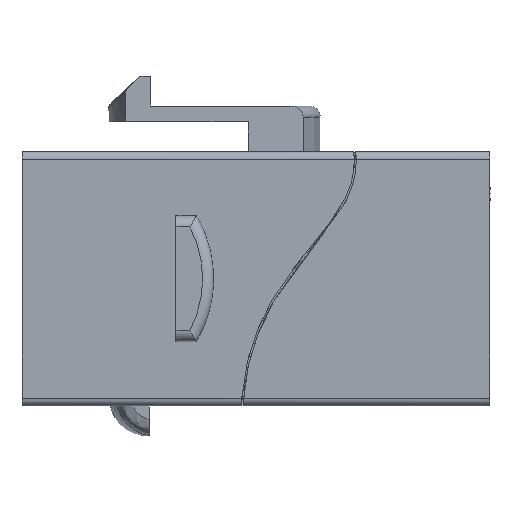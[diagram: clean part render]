
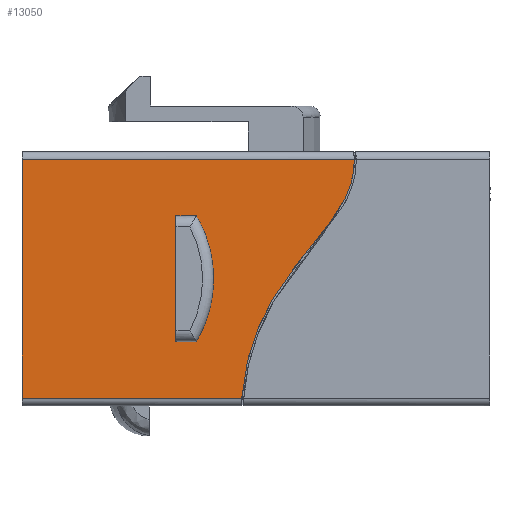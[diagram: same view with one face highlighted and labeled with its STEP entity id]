
A CAD part, left-side view. The second image highlights one B-rep face of the part: STEP entity #13050.
In plain terms, the highlighted planar face has unit normal (-1, 0, 0).
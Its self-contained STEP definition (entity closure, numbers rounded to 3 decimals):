
#1039 = VECTOR ( 'NONE', #9305, 1000. ) ;
#1040 = LINE ( 'NONE', #9304, #1039 ) ;
#1041 = VECTOR ( 'NONE', #9295, 1000. ) ;
#1043 = VECTOR ( 'NONE', #9289, 1000. ) ;
#1044 = LINE ( 'NONE', #9290, #1041 ) ;
#1046 = LINE ( 'NONE', #9288, #1043 ) ;
#1047 = VECTOR ( 'NONE', #9260, 1000. ) ;
#1049 = LINE ( 'NONE', #9261, #1047 ) ;
#1050 = VECTOR ( 'NONE', #9227, 1000. ) ;
#1051 = CIRCLE ( 'NONE', #6456, 7.823 ) ;
#1052 = VECTOR ( 'NONE', #9226, 1000. ) ;
#1055 = LINE ( 'NONE', #9224, #1052 ) ;
#1058 = LINE ( 'NONE', #9212, #1050 ) ;
#1679 = AXIS2_PLACEMENT_3D ( 'NONE', #4345, #4369, #4370 ) ;
#2295 = CARTESIAN_POINT ( 'NONE',  ( -7.35, 14.9, -7.6 ) ) ;
#2302 = CARTESIAN_POINT ( 'NONE',  ( -7.35, 3.8, -4. ) ) ;
#2318 = CARTESIAN_POINT ( 'NONE',  ( -7.35, 5.1, 4. ) ) ;
#2345 = CARTESIAN_POINT ( 'NONE',  ( -7.35, 5.1, -4. ) ) ;
#2354 = CARTESIAN_POINT ( 'NONE',  ( -7.35, -6.256, 7.6 ) ) ;
#2356 = CARTESIAN_POINT ( 'NONE',  ( -7.35, 14.9, 7.6 ) ) ;
#2674 = CARTESIAN_POINT ( 'NONE',  ( -7.35, 0.909, -7.6 ) ) ;
#2782 = CARTESIAN_POINT ( 'NONE',  ( -7.35, 3.8, 4. ) ) ;
#4345 = CARTESIAN_POINT ( 'NONE',  ( -7.35, 14.9, -8.1 ) ) ;
#4367 = PLANE ( 'NONE',  #1679 ) ;
#4369 = DIRECTION ( 'NONE',  ( 1., 0., 0. ) ) ;
#4370 = DIRECTION ( 'NONE',  ( 0., 0., -1. ) ) ;
#5635 = EDGE_LOOP ( 'NONE', ( #12133, #12134, #12135, #12136 ) ) ;
#5640 = EDGE_LOOP ( 'NONE', ( #12137, #12138, #12139, #12140 ) ) ;
#6456 = AXIS2_PLACEMENT_3D ( 'NONE', #9282, #9283, #9284 ) ;
#6899 = VERTEX_POINT ( 'NONE', #2674 ) ;
#6942 = VERTEX_POINT ( 'NONE', #2356 ) ;
#6954 = VERTEX_POINT ( 'NONE', #2782 ) ;
#6970 = VERTEX_POINT ( 'NONE', #2295 ) ;
#6975 = VERTEX_POINT ( 'NONE', #2302 ) ;
#6985 = VERTEX_POINT ( 'NONE', #2318 ) ;
#7000 = VERTEX_POINT ( 'NONE', #2345 ) ;
#7008 = VERTEX_POINT ( 'NONE', #2354 ) ;
#9212 = CARTESIAN_POINT ( 'NONE',  ( -7.35, 5.1, 4. ) ) ;
#9224 = CARTESIAN_POINT ( 'NONE',  ( -7.35, 5.1, 4. ) ) ;
#9226 = DIRECTION ( 'NONE',  ( 0., 0., 1. ) ) ;
#9227 = DIRECTION ( 'NONE',  ( 0., -1., 0. ) ) ;
#9260 = DIRECTION ( 'NONE',  ( 0., 1., 0. ) ) ;
#9261 = CARTESIAN_POINT ( 'NONE',  ( -7.35, 5.1, -4. ) ) ;
#9281 = CARTESIAN_POINT ( 'NONE',  ( -7.35, 0.788, -5.677 ) ) ;
#9282 = CARTESIAN_POINT ( 'NONE',  ( -7.35, 10.523, 0. ) ) ;
#9283 = DIRECTION ( 'NONE',  ( 1., 0., 0. ) ) ;
#9284 = DIRECTION ( 'NONE',  ( 0., 0., -1. ) ) ;
#9288 = CARTESIAN_POINT ( 'NONE',  ( -7.35, 14.9, -8.1 ) ) ;
#9289 = DIRECTION ( 'NONE',  ( 0., 0., 1. ) ) ;
#9290 = CARTESIAN_POINT ( 'NONE',  ( -7.35, 14.9, -7.6 ) ) ;
#9292 = CARTESIAN_POINT ( 'NONE',  ( -7.35, 0.909, -7.6 ) ) ;
#9295 = DIRECTION ( 'NONE',  ( 0., -1., 0. ) ) ;
#9300 = CARTESIAN_POINT ( 'NONE',  ( -7.35, -0.216, -2.135 ) ) ;
#9301 = CARTESIAN_POINT ( 'NONE',  ( -7.35, -3.663, 2.315 ) ) ;
#9302 = CARTESIAN_POINT ( 'NONE',  ( -7.35, -6.324, 5.413 ) ) ;
#9303 = CARTESIAN_POINT ( 'NONE',  ( -7.35, -6.256, 7.6 ) ) ;
#9304 = CARTESIAN_POINT ( 'NONE',  ( -7.35, 14.9, 7.6 ) ) ;
#9305 = DIRECTION ( 'NONE',  ( 0., 1., 0. ) ) ;
#11252 = EDGE_CURVE ( 'NONE', #7000, #6985, #1055, .T. ) ;
#11253 = EDGE_CURVE ( 'NONE', #6985, #6954, #1058, .T. ) ;
#11256 = EDGE_CURVE ( 'NONE', #6954, #6975, #1051, .T. ) ;
#11257 = EDGE_CURVE ( 'NONE', #6975, #7000, #1049, .T. ) ;
#11259 = EDGE_CURVE ( 'NONE', #6970, #6942, #1046, .T. ) ;
#11260 = EDGE_CURVE ( 'NONE', #6970, #6899, #1044, .T. ) ;
#11261 = EDGE_CURVE ( 'NONE', #6899, #7008, #13136, .T. ) ;
#11262 = EDGE_CURVE ( 'NONE', #7008, #6942, #1040, .T. ) ;
#12133 = ORIENTED_EDGE ( 'NONE', *, *, #11252, .T. ) ;
#12134 = ORIENTED_EDGE ( 'NONE', *, *, #11253, .T. ) ;
#12135 = ORIENTED_EDGE ( 'NONE', *, *, #11256, .T. ) ;
#12136 = ORIENTED_EDGE ( 'NONE', *, *, #11257, .T. ) ;
#12137 = ORIENTED_EDGE ( 'NONE', *, *, #11259, .F. ) ;
#12138 = ORIENTED_EDGE ( 'NONE', *, *, #11260, .T. ) ;
#12139 = ORIENTED_EDGE ( 'NONE', *, *, #11261, .T. ) ;
#12140 = ORIENTED_EDGE ( 'NONE', *, *, #11262, .T. ) ;
#12811 = FACE_OUTER_BOUND ( 'NONE', #5640, .T. ) ;
#12817 = FACE_BOUND ( 'NONE', #5635, .T. ) ;
#13050 = ADVANCED_FACE ( 'NONE', ( #12817, #12811 ), #4367, .F. ) ;
#13136 = B_SPLINE_CURVE_WITH_KNOTS ( 'NONE', 3,
 ( #9292, #9281, #9300, #9301, #9302, #9303 ),
 .UNSPECIFIED., .F., .F.,
 ( 4, 1, 1, 4 ),
 ( 0.029, 0.348, 0.615, 0.972 ),
 .UNSPECIFIED. ) ;
